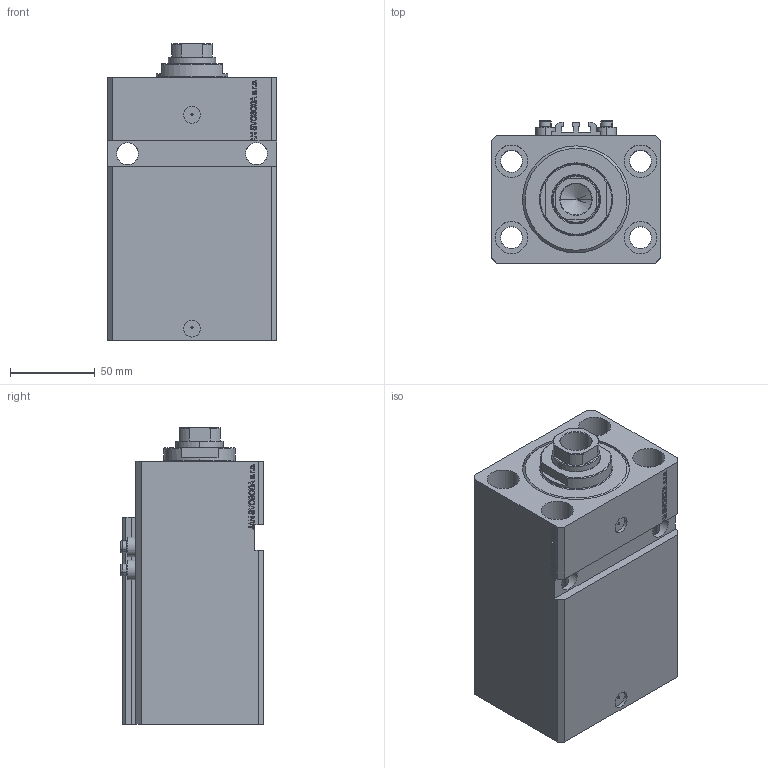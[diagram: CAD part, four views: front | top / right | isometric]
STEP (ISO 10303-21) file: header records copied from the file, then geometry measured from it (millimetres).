
FILE_DESCRIPTION (( 'STEP AP203' ), '1' );
FILE_NAME ('d3ed.STEP', '2022-04-09T16:32:00', ( '' ), ( '' ), 'SwSTEP 2.0', 'SolidWorks 2019', '' );
FILE_SCHEMA (( 'CONFIG_CONTROL_DESIGN' ));
Length unit declared in the file: millimetre
Products named in the file (5): V250CE_VC_E 8a96d9d53dfb1246aece86f7a1ab536e; V250CE_C_VCP 8a96d9d53dfb1246aece86f7a1ab536e; V250CE_E_Body 8a96d9d53dfb1246aece86f7a1ab536e; d3ed; ALLEN BOLT V250CE 8a96d9d53dfb1246aece86f7a1ab536e
Assembly tree (7 placements, depth 2):
  d3ed
    V250CE_E_Body 8a96d9d53dfb1246aece86f7a1ab536e
    ALLEN BOLT V250CE 8a96d9d53dfb1246aece86f7a1ab536e  x4
    V250CE_C_VCP 8a96d9d53dfb1246aece86f7a1ab536e
    V250CE_VC_E 8a96d9d53dfb1246aece86f7a1ab536e
Bounding box: 100 x 84 x 174.9 mm (x, y, z)
Volume: 954703.3 mm3; surface area: 174664.2 mm2
Topology: 8 solids, 8 shells, 1088 faces, 2736 edges, 1779 vertices
Faces by surface type: plane 535, bspline 357, cylinder 126, cone 56, torus 14
Entity records: 47692 total; most frequent: CARTESIAN_POINT 24925, ORIENTED_EDGE 5162, DIRECTION 3375, EDGE_CURVE 2581, VERTEX_POINT 1695, VECTOR 1589, LINE 1589, EDGE_LOOP 1146
